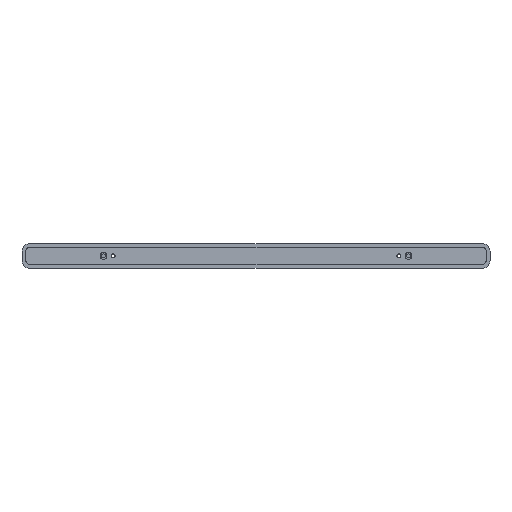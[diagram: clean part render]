
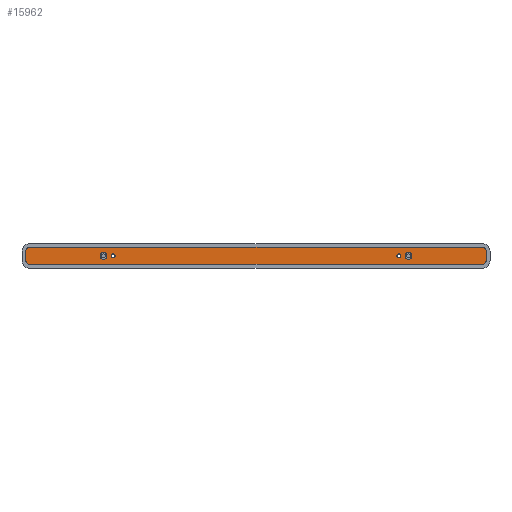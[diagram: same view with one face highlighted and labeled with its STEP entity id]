
A CAD part, top view. The second image highlights one B-rep face of the part: STEP entity #15962.
In plain terms, the highlighted planar face has unit normal (0, 0, 1).
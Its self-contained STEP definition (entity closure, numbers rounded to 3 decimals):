
#40=FACE_BOUND('',#2404,.T.);
#41=FACE_BOUND('',#2405,.T.);
#42=FACE_BOUND('',#2406,.T.);
#43=FACE_BOUND('',#2407,.T.);
#422=PLANE('',#17503);
#1565=FACE_OUTER_BOUND('',#2403,.T.);
#2403=EDGE_LOOP('',(#14548,#14549,#14550,#14551,#14552,#14553,#14554,#14555));
#2404=EDGE_LOOP('',(#14556,#14557));
#2405=EDGE_LOOP('',(#14558,#14559));
#2406=EDGE_LOOP('',(#14560,#14561));
#2407=EDGE_LOOP('',(#14562,#14563));
#4089=LINE('',#26895,#5733);
#4090=LINE('',#26899,#5734);
#4091=LINE('',#26903,#5735);
#4092=LINE('',#26906,#5736);
#5733=VECTOR('',#22033,1000.);
#5734=VECTOR('',#22036,1000.);
#5735=VECTOR('',#22039,1000.);
#5736=VECTOR('',#22042,1000.);
#5840=CIRCLE('',#16132,2.6);
#5841=CIRCLE('',#16133,2.6);
#5843=CIRCLE('',#16136,2.6);
#5844=CIRCLE('',#16137,2.6);
#6126=CIRCLE('',#16588,1.5);
#6127=CIRCLE('',#16589,1.5);
#6128=CIRCLE('',#16591,1.5);
#6129=CIRCLE('',#16592,1.5);
#6518=CIRCLE('',#17504,3.025);
#6519=CIRCLE('',#17505,3.025);
#6520=CIRCLE('',#17506,3.025);
#6521=CIRCLE('',#17507,3.025);
#6574=VERTEX_POINT('',#22452);
#6575=VERTEX_POINT('',#22453);
#6577=VERTEX_POINT('',#22460);
#6578=VERTEX_POINT('',#22461);
#7408=VERTEX_POINT('',#24460);
#7409=VERTEX_POINT('',#24461);
#7410=VERTEX_POINT('',#24466);
#7411=VERTEX_POINT('',#24467);
#8088=VERTEX_POINT('',#26891);
#8089=VERTEX_POINT('',#26892);
#8090=VERTEX_POINT('',#26894);
#8091=VERTEX_POINT('',#26896);
#8092=VERTEX_POINT('',#26898);
#8093=VERTEX_POINT('',#26900);
#8094=VERTEX_POINT('',#26902);
#8095=VERTEX_POINT('',#26904);
#8172=EDGE_CURVE('',#6574,#6575,#5840,.T.);
#8173=EDGE_CURVE('',#6575,#6574,#5841,.T.);
#8176=EDGE_CURVE('',#6577,#6578,#5843,.T.);
#8177=EDGE_CURVE('',#6578,#6577,#5844,.T.);
#9176=EDGE_CURVE('',#7408,#7409,#6126,.T.);
#9177=EDGE_CURVE('',#7409,#7408,#6127,.T.);
#9179=EDGE_CURVE('',#7410,#7411,#6128,.T.);
#9180=EDGE_CURVE('',#7411,#7410,#6129,.T.);
#10403=EDGE_CURVE('',#8088,#8089,#6518,.T.);
#10404=EDGE_CURVE('',#8090,#8088,#4089,.T.);
#10405=EDGE_CURVE('',#8091,#8090,#6519,.T.);
#10406=EDGE_CURVE('',#8092,#8091,#4090,.T.);
#10407=EDGE_CURVE('',#8093,#8092,#6520,.T.);
#10408=EDGE_CURVE('',#8094,#8093,#4091,.T.);
#10409=EDGE_CURVE('',#8095,#8094,#6521,.T.);
#10410=EDGE_CURVE('',#8089,#8095,#4092,.T.);
#14548=ORIENTED_EDGE('',*,*,#10403,.F.);
#14549=ORIENTED_EDGE('',*,*,#10404,.F.);
#14550=ORIENTED_EDGE('',*,*,#10405,.F.);
#14551=ORIENTED_EDGE('',*,*,#10406,.F.);
#14552=ORIENTED_EDGE('',*,*,#10407,.F.);
#14553=ORIENTED_EDGE('',*,*,#10408,.F.);
#14554=ORIENTED_EDGE('',*,*,#10409,.F.);
#14555=ORIENTED_EDGE('',*,*,#10410,.F.);
#14556=ORIENTED_EDGE('',*,*,#8172,.T.);
#14557=ORIENTED_EDGE('',*,*,#8173,.T.);
#14558=ORIENTED_EDGE('',*,*,#8176,.T.);
#14559=ORIENTED_EDGE('',*,*,#8177,.T.);
#14560=ORIENTED_EDGE('',*,*,#9179,.T.);
#14561=ORIENTED_EDGE('',*,*,#9180,.T.);
#14562=ORIENTED_EDGE('',*,*,#9176,.T.);
#14563=ORIENTED_EDGE('',*,*,#9177,.T.);
#15962=ADVANCED_FACE('',(#1565,#40,#41,#42,#43),#422,.T.);
#16132=AXIS2_PLACEMENT_3D('',#22454,#17734,#17735);
#16133=AXIS2_PLACEMENT_3D('',#22455,#17736,#17737);
#16136=AXIS2_PLACEMENT_3D('',#22462,#17743,#17744);
#16137=AXIS2_PLACEMENT_3D('',#22463,#17745,#17746);
#16588=AXIS2_PLACEMENT_3D('',#24462,#19364,#19365);
#16589=AXIS2_PLACEMENT_3D('',#24463,#19366,#19367);
#16591=AXIS2_PLACEMENT_3D('',#24468,#19371,#19372);
#16592=AXIS2_PLACEMENT_3D('',#24469,#19373,#19374);
#17503=AXIS2_PLACEMENT_3D('',#26890,#22029,#22030);
#17504=AXIS2_PLACEMENT_3D('',#26893,#22031,#22032);
#17505=AXIS2_PLACEMENT_3D('',#26897,#22034,#22035);
#17506=AXIS2_PLACEMENT_3D('',#26901,#22037,#22038);
#17507=AXIS2_PLACEMENT_3D('',#26905,#22040,#22041);
#17734=DIRECTION('center_axis',(0.,0.,-1.));
#17735=DIRECTION('ref_axis',(1.,0.,0.));
#17736=DIRECTION('center_axis',(0.,0.,-1.));
#17737=DIRECTION('ref_axis',(1.,0.,0.));
#17743=DIRECTION('center_axis',(0.,0.,-1.));
#17744=DIRECTION('ref_axis',(1.,0.,0.));
#17745=DIRECTION('center_axis',(0.,0.,-1.));
#17746=DIRECTION('ref_axis',(1.,0.,0.));
#19364=DIRECTION('center_axis',(0.,0.,-1.));
#19365=DIRECTION('ref_axis',(1.,0.,0.));
#19366=DIRECTION('center_axis',(0.,0.,-1.));
#19367=DIRECTION('ref_axis',(1.,0.,0.));
#19371=DIRECTION('center_axis',(0.,0.,-1.));
#19372=DIRECTION('ref_axis',(1.,0.,0.));
#19373=DIRECTION('center_axis',(0.,0.,-1.));
#19374=DIRECTION('ref_axis',(1.,0.,0.));
#22029=DIRECTION('center_axis',(0.,0.,1.));
#22030=DIRECTION('ref_axis',(1.,0.,0.));
#22031=DIRECTION('center_axis',(0.,0.,-1.));
#22032=DIRECTION('ref_axis',(1.,0.,0.));
#22033=DIRECTION('',(0.,1.,0.));
#22034=DIRECTION('center_axis',(0.,0.,-1.));
#22035=DIRECTION('ref_axis',(1.,0.,0.));
#22036=DIRECTION('',(-1.,0.,0.));
#22037=DIRECTION('center_axis',(0.,0.,-1.));
#22038=DIRECTION('ref_axis',(1.,0.,0.));
#22039=DIRECTION('',(0.,-1.,0.));
#22040=DIRECTION('center_axis',(0.,0.,-1.));
#22041=DIRECTION('ref_axis',(1.,0.,0.));
#22042=DIRECTION('',(1.,0.,0.));
#22452=CARTESIAN_POINT('',(301.55,9.525,124.5));
#22453=CARTESIAN_POINT('',(296.35,9.525,124.5));
#22454=CARTESIAN_POINT('Origin',(298.95,9.525,124.5));
#22455=CARTESIAN_POINT('Origin',(298.95,9.525,124.5));
#22460=CARTESIAN_POINT('',(65.6,9.525,124.5));
#22461=CARTESIAN_POINT('',(60.4,9.525,124.5));
#22462=CARTESIAN_POINT('Origin',(63.,9.525,124.5));
#22463=CARTESIAN_POINT('Origin',(63.,9.525,124.5));
#24460=CARTESIAN_POINT('',(292.95,9.525,124.5));
#24461=CARTESIAN_POINT('',(289.95,9.525,124.5));
#24462=CARTESIAN_POINT('Origin',(291.45,9.525,124.5));
#24463=CARTESIAN_POINT('Origin',(291.45,9.525,124.5));
#24466=CARTESIAN_POINT('',(72.,9.525,124.5));
#24467=CARTESIAN_POINT('',(69.,9.525,124.5));
#24468=CARTESIAN_POINT('Origin',(70.5,9.525,124.5));
#24469=CARTESIAN_POINT('Origin',(70.5,9.525,124.5));
#26890=CARTESIAN_POINT('Origin',(180.975,9.525,124.5));
#26891=CARTESIAN_POINT('',(2.975,13.05,124.5));
#26892=CARTESIAN_POINT('',(6.,16.075,124.5));
#26893=CARTESIAN_POINT('Origin',(6.,13.05,124.5));
#26894=CARTESIAN_POINT('',(2.975,6.,124.5));
#26895=CARTESIAN_POINT('',(2.975,13.05,124.5));
#26896=CARTESIAN_POINT('',(6.,2.975,124.5));
#26897=CARTESIAN_POINT('Origin',(6.,6.,124.5));
#26898=CARTESIAN_POINT('',(355.95,2.975,124.5));
#26899=CARTESIAN_POINT('',(6.,2.975,124.5));
#26900=CARTESIAN_POINT('',(358.975,6.,124.5));
#26901=CARTESIAN_POINT('Origin',(355.95,6.,124.5));
#26902=CARTESIAN_POINT('',(358.975,13.05,124.5));
#26903=CARTESIAN_POINT('',(358.975,6.,124.5));
#26904=CARTESIAN_POINT('',(355.95,16.075,124.5));
#26905=CARTESIAN_POINT('Origin',(355.95,13.05,124.5));
#26906=CARTESIAN_POINT('',(355.95,16.075,124.5));
